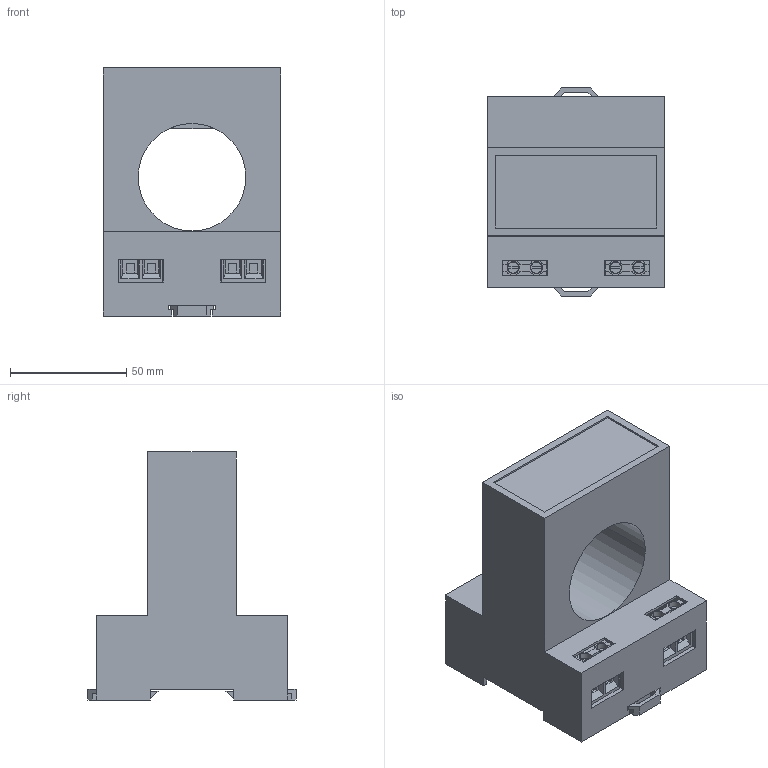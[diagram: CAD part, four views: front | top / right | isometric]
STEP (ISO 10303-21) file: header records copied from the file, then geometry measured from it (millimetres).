
FILE_DESCRIPTION (( 'STEP AP214' ), '1' );
FILE_NAME ('DCT1200-42-24-F.step', '2018-05-03T12:20:07', ( '' ), ( '' ), 'SwSTEP 2.0', 'SolidWorks 2017', '' );
FILE_SCHEMA (( 'AUTOMOTIVE_DESIGN' ));
Length unit declared in the file: inch
Products named in the file (1): DCT1200-42-24-F
Bounding box: 76.2 x 89.51 x 106.68 mm (x, y, z)
Volume: 230286.4 mm3; surface area: 71095.8 mm2
Topology: 13 solids, 13 shells, 360 faces, 934 edges, 620 vertices
Faces by surface type: plane 310, cylinder 50
Entity records: 11084 total; most frequent: CARTESIAN_POINT 1915, ORIENTED_EDGE 1868, DIRECTION 1782, EDGE_CURVE 934, VECTOR 808, LINE 808, VERTEX_POINT 620, AXIS2_PLACEMENT_3D 487
